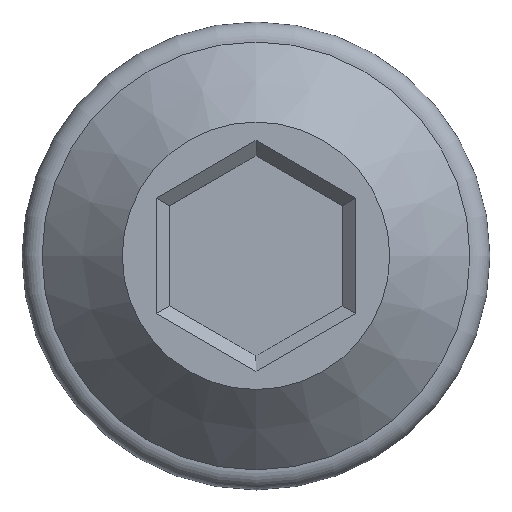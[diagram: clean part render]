
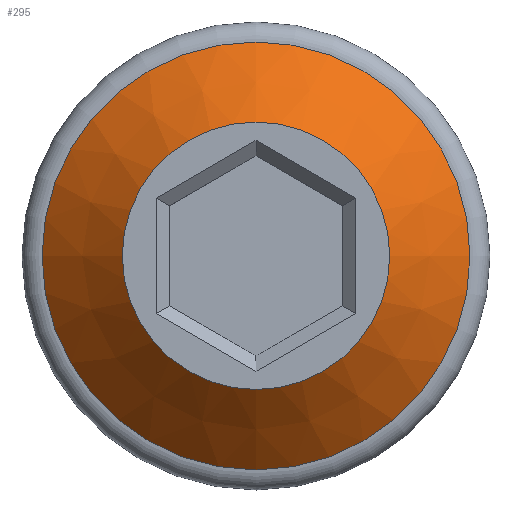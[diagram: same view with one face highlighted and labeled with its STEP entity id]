
A CAD part, top view. The second image highlights one B-rep face of the part: STEP entity #295.
In plain terms, the highlighted conical face has half-angle 45 degrees and reference radius 13 mm.
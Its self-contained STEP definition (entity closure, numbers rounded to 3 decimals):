
#15=CONICAL_SURFACE('',#334,13.,0.785);
#19=CIRCLE('',#325,10.);
#22=CIRCLE('',#329,16.);
#23=CIRCLE('',#330,16.);
#38=FACE_OUTER_BOUND('',#57,.T.);
#57=EDGE_LOOP('',(#244,#245,#246,#247,#248));
#89=LINE('',#493,#121);
#121=VECTOR('',#408,13.);
#143=VERTEX_POINT('',#476);
#146=VERTEX_POINT('',#482);
#147=VERTEX_POINT('',#484);
#176=EDGE_CURVE('',#143,#143,#19,.T.);
#179=EDGE_CURVE('',#147,#146,#22,.T.);
#180=EDGE_CURVE('',#146,#147,#23,.T.);
#184=EDGE_CURVE('',#143,#147,#89,.T.);
#244=ORIENTED_EDGE('',*,*,#176,.F.);
#245=ORIENTED_EDGE('',*,*,#184,.T.);
#246=ORIENTED_EDGE('',*,*,#179,.T.);
#247=ORIENTED_EDGE('',*,*,#180,.T.);
#248=ORIENTED_EDGE('',*,*,#184,.F.);
#295=ADVANCED_FACE('',(#38),#15,.T.);
#325=AXIS2_PLACEMENT_3D('',#477,#387,#388);
#329=AXIS2_PLACEMENT_3D('',#485,#395,#396);
#330=AXIS2_PLACEMENT_3D('',#486,#397,#398);
#334=AXIS2_PLACEMENT_3D('',#492,#406,#407);
#387=DIRECTION('center_axis',(0.,0.,1.));
#388=DIRECTION('ref_axis',(1.,0.,0.));
#395=DIRECTION('center_axis',(0.,0.,1.));
#396=DIRECTION('ref_axis',(1.,0.,0.));
#397=DIRECTION('center_axis',(0.,0.,1.));
#398=DIRECTION('ref_axis',(1.,0.,0.));
#406=DIRECTION('center_axis',(0.,0.,-1.));
#407=DIRECTION('ref_axis',(1.,0.,0.));
#408=DIRECTION('',(-0.707,0.,-0.707));
#476=CARTESIAN_POINT('',(-10.,0.,6.));
#477=CARTESIAN_POINT('Origin',(0.,0.,6.));
#482=CARTESIAN_POINT('',(16.,0.,0.));
#484=CARTESIAN_POINT('',(-16.,0.,0.));
#485=CARTESIAN_POINT('Origin',(0.,0.,0.));
#486=CARTESIAN_POINT('Origin',(0.,0.,0.));
#492=CARTESIAN_POINT('Origin',(0.,0.,3.));
#493=CARTESIAN_POINT('',(-13.,0.,3.));
